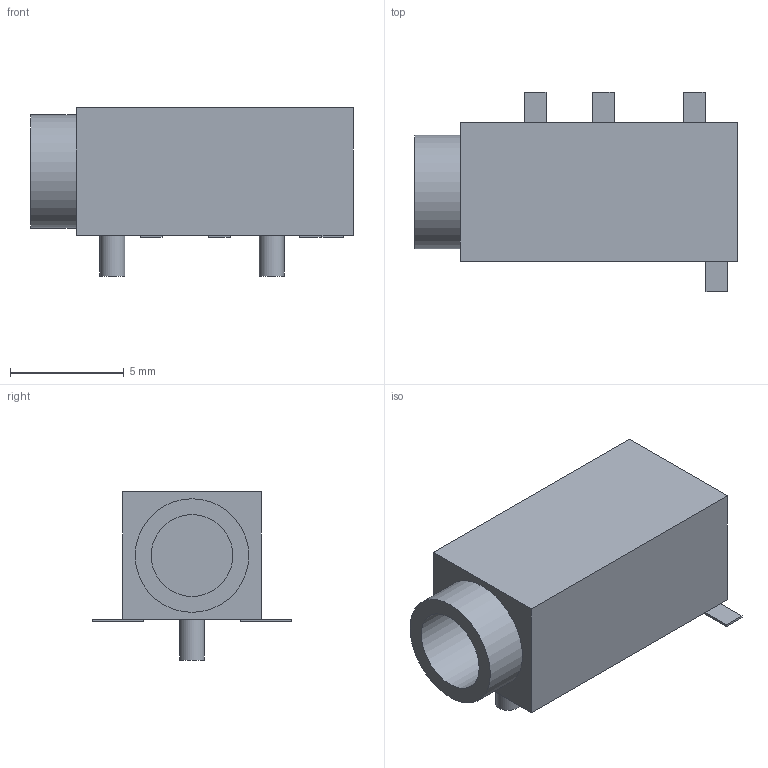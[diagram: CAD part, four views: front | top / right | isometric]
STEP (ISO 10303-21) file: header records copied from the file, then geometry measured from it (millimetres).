
FILE_DESCRIPTION(/* description */ ('FreeCAD Model','CAx-IF Rec.Pracs.---Representation and Presentation of Product Manufacturing Information (PMI)---4.0---2014-10-13'),/* implementation_level */ '2;1');
FILE_NAME(/* name */ 'PJ-320D.stp',/* time_stamp */ '2020-04-16T00:59:51+08:00',/* author */ ('John'),/* organization */ (''),/* preprocessor_version */ 'ST-DEVELOPER v18',/* originating_system */ 'Autodesk Inventor 2020',/* authorisation */ 'Unknown');
FILE_SCHEMA (('AP242_MANAGED_MODEL_BASED_3D_ENGINEERING_MIM_LF { 1 0 10303 442 1 1 4 }'));
Length unit declared in the file: millimetre
Products named in the file (4): PJ-320D; Body; Pins; Lugs
Assembly tree (4 placements, depth 2):
  PJ-320D
    Body
    Pins
    Lugs  x2
Bounding box: 14.2 x 8.76 x 7.4 mm (x, y, z)
Volume: 361.9 mm3; surface area: 550.7 mm2
Topology: 9 solids, 9 shells, 46 faces, 96 edges, 76 vertices
Faces by surface type: plane 40, cylinder 6
Full cylindrical faces by diameter (mm): 1.1 x4, 3.6 x1, 5 x1
Entity records: 1542 total; most frequent: DIRECTION 278, CARTESIAN_POINT 249, ORIENTED_EDGE 156, AXIS2_PLACEMENT_3D 107, EDGE_CURVE 78, LINE 64, VECTOR 64, VERTEX_POINT 54
